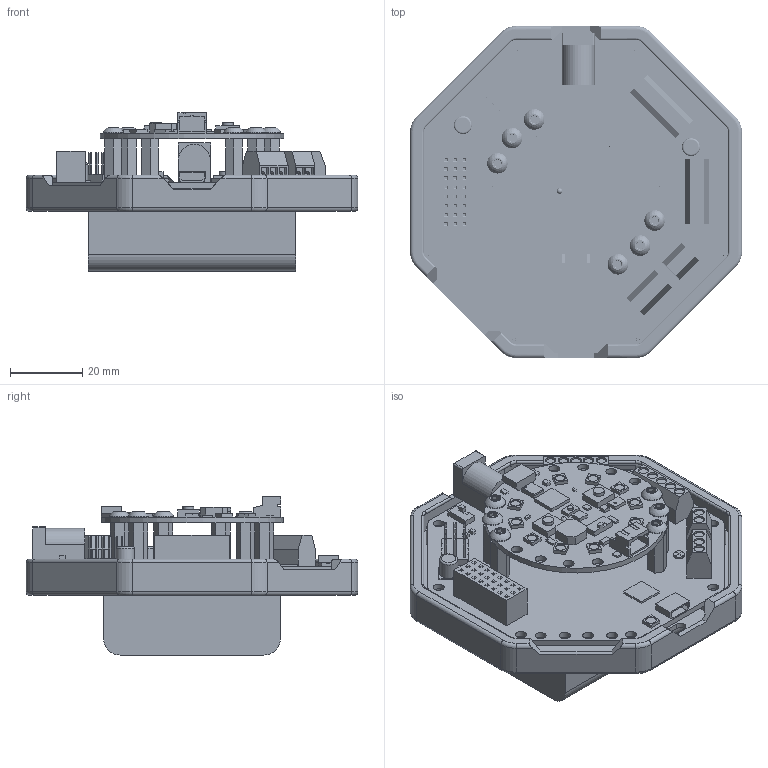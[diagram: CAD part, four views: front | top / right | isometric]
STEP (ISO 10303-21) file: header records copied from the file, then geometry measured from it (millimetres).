
FILE_DESCRIPTION(/* description */ (''),/* implementation_level */ '2;1');
FILE_NAME(/* name */ 'Crickit Mount.step',/* time_stamp */ '2018-07-14T14:55:26-04:00',/* author */ ('Adafruit'),/* organization */ (''),/* preprocessor_version */ 'ST-DEVELOPER v17',/* originating_system */ 'Autodesk Translation Framework v7.1.0.215',/* authorisation */ '');
FILE_SCHEMA (('AUTOMOTIVE_DESIGN { 1 0 10303 214 3 1 1 }'));
Length unit declared in the file: millimetre
Products named in the file (14): Crickit Mount; Electronics; Crickit CPX v8; servo block; 3xAA-BC3AAW v1; Mount; Hardware; m3 x 12mm; m3 x 6mm; blacm m3 x 6mm; Circuit Playground Express 3333 v6; NeoPixels; Buttons; 3XAA-BC3AAW
Assembly tree (28 placements, depth 4):
  Crickit Mount
    Electronics
      Crickit CPX v8
        servo block
      3xAA-BC3AAW v1
    Mount
    Hardware
      m3 x 12mm  x6
      m3 x 6mm  x6
      blacm m3 x 6mm  x6
    Circuit Playground Express 3333 v6
      NeoPixels
      Buttons
    3XAA-BC3AAW
Bounding box: 92 x 92 x 43.81 mm (x, y, z)
Volume: 83156.4 mm3; surface area: 60170.7 mm2
Topology: 88 solids, 89 shells, 1839 faces, 4343 edges, 2806 vertices
Faces by surface type: plane 1101, cylinder 566, cone 106, torus 28, bspline 24, sphere 14
Full cylindrical faces by diameter (mm): 0.2 x1, 0.3 x1, 0.5 x2, 0.6 x1, 1.27 x51, 1.6 x2, 2 x16, 2.35 x144, 2.8 x10, 2.87 x15, 3 x163, 3.048 x2, 3.1 x2, 4 x8, 5 x2, 5.7 x12, 6.1 x2, 6.5 x1, 7 x8, 58.4 x1, 61.4 x1, 62 x1, 68 x2
Entity records: 41777 total; most frequent: CARTESIAN_POINT 10180, DIRECTION 6300, ORIENTED_EDGE 6172, EDGE_CURVE 3086, LINE 2328, VECTOR 2328, VERTEX_POINT 1996, AXIS2_PLACEMENT_3D 1986
